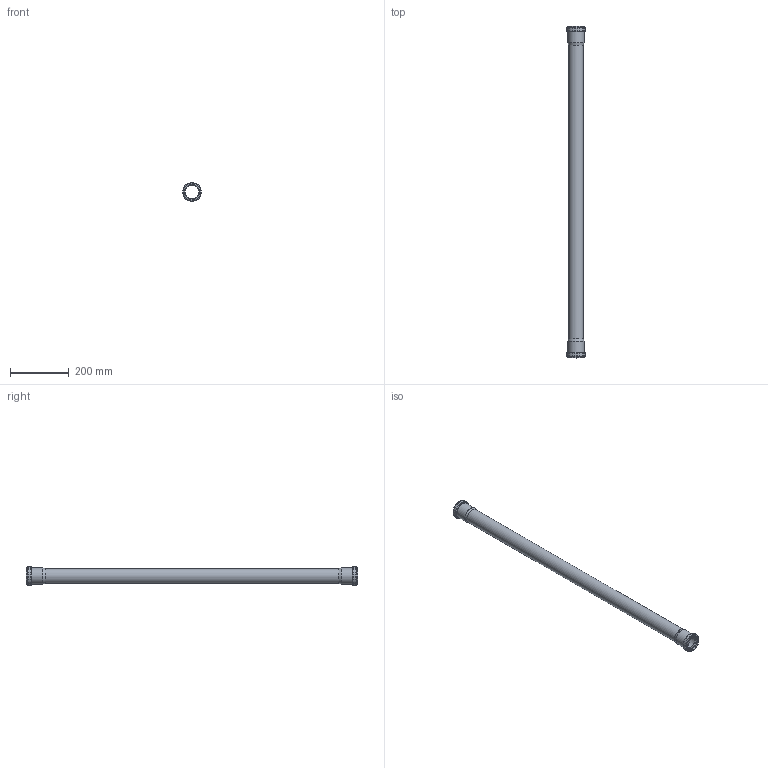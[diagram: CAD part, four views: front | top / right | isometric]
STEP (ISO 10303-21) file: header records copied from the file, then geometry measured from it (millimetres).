
FILE_DESCRIPTION(/* description */ (''),/* implementation_level */ '2;1');
FILE_NAME(/* name */ '178240 HTsafeDM DN_OD 50x1000.stp',/* time_stamp */ '2018-09-13T07:50:28+02:00',/* author */ ('user1'),/* organization */ (''),/* preprocessor_version */ 'ST-DEVELOPER v16.1',/* originating_system */ 'Autodesk Inventor 2016',/* authorisation */ '');
FILE_SCHEMA (('AUTOMOTIVE_DESIGN { 1 0 10303 214 3 1 1 }'));
Length unit declared in the file: millimetre
Products named in the file (1): 178240 HTsafeDM DN_OD 50x1000
Bounding box: 64.1 x 1127 x 64.1 mm (x, y, z)
Volume: 349659.2 mm3; surface area: 351763.8 mm2
Topology: 1 solids, 1 shells, 52 faces, 100 edges, 52 vertices
Faces by surface type: torus 20, cylinder 16, cone 12, plane 4
Full cylindrical faces by diameter (mm): 46.2 x1, 50.2 x1, 50.8 x2, 51.1 x4, 54.6 x2, 54.9 x2, 60.3 x2, 64.1 x2
Entity records: 1072 total; most frequent: DIRECTION 210, CARTESIAN_POINT 157, AXIS2_PLACEMENT_3D 105, EDGE_LOOP 104, ORIENTED_EDGE 104, FACE_BOUND 52, FACE_OUTER_BOUND 52, CIRCLE 52
